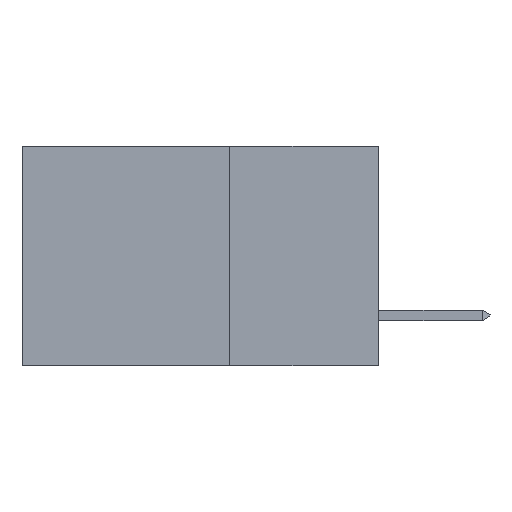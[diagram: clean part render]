
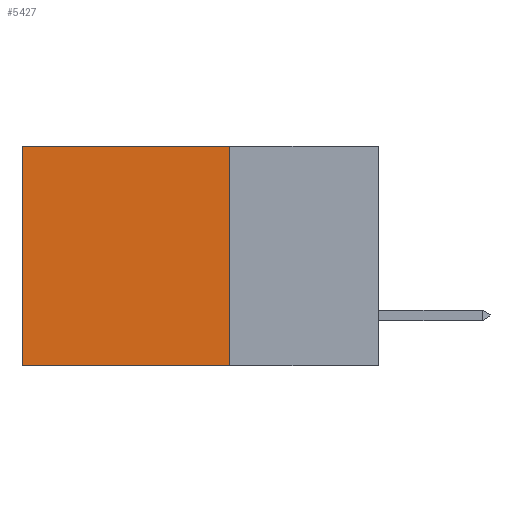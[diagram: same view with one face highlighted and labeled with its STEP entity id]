
A CAD part, left-side view. The second image highlights one B-rep face of the part: STEP entity #5427.
In plain terms, the highlighted planar face has unit normal (-1, 0, 0).
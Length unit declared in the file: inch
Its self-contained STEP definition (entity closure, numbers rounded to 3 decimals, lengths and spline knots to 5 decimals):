
#326 = EDGE_CURVE ( 'NONE', #8945, #9504, #4560, .T. ) ;
#439 = EDGE_CURVE ( 'NONE', #8136, #8945, #6785, .T. ) ;
#697 = VECTOR ( 'NONE', #9131, 39.37008 ) ;
#971 = VERTEX_POINT ( 'NONE', #3152 ) ;
#1698 = DIRECTION ( 'NONE',  ( 0., 1., 0. ) ) ;
#2271 = AXIS2_PLACEMENT_3D ( 'NONE', #4644, #7729, #5513 ) ;
#2613 = ORIENTED_EDGE ( 'NONE', *, *, #5937, .F. ) ;
#3152 = CARTESIAN_POINT ( 'NONE',  ( 0.2615, 0.25, -0.37 ) ) ;
#3332 = LINE ( 'NONE', #7144, #4026 ) ;
#3396 = EDGE_CURVE ( 'NONE', #8136, #971, #3332, .T. ) ;
#3789 = CARTESIAN_POINT ( 'NONE',  ( 0.2615, 0.6, -0.37 ) ) ;
#3813 = PLANE ( 'NONE',  #2271 ) ;
#4026 = VECTOR ( 'NONE', #9655, 39.37008 ) ;
#4560 = LINE ( 'NONE', #3789, #697 ) ;
#4644 = CARTESIAN_POINT ( 'NONE',  ( 0.2615, 0.25, -0.37 ) ) ;
#5027 = VECTOR ( 'NONE', #10052, 39.37008 ) ;
#5427 = ADVANCED_FACE ( 'NONE', ( #10076 ), #3813, .F. ) ;
#5513 = DIRECTION ( 'NONE',  ( 0., 0., -1. ) ) ;
#5783 = EDGE_LOOP ( 'NONE', ( #8687, #2613, #7595, #9947 ) ) ;
#5937 = EDGE_CURVE ( 'NONE', #971, #9504, #6527, .T. ) ;
#6527 = LINE ( 'NONE', #9705, #8994 ) ;
#6785 = LINE ( 'NONE', #8479, #5027 ) ;
#7023 = CARTESIAN_POINT ( 'NONE',  ( 0.2615, 0.25, 0. ) ) ;
#7144 = CARTESIAN_POINT ( 'NONE',  ( 0.2615, 0.25, -0.37 ) ) ;
#7512 = CARTESIAN_POINT ( 'NONE',  ( 0.2615, 0.6, -0.37 ) ) ;
#7595 = ORIENTED_EDGE ( 'NONE', *, *, #3396, .F. ) ;
#7617 = CARTESIAN_POINT ( 'NONE',  ( 0.2615, 0.6, 0. ) ) ;
#7729 = DIRECTION ( 'NONE',  ( 1., 0., 0. ) ) ;
#8136 = VERTEX_POINT ( 'NONE', #7023 ) ;
#8479 = CARTESIAN_POINT ( 'NONE',  ( 0.2615, 0.25, 0. ) ) ;
#8687 = ORIENTED_EDGE ( 'NONE', *, *, #326, .T. ) ;
#8945 = VERTEX_POINT ( 'NONE', #7617 ) ;
#8994 = VECTOR ( 'NONE', #1698, 39.37008 ) ;
#9131 = DIRECTION ( 'NONE',  ( 0., 0., -1. ) ) ;
#9504 = VERTEX_POINT ( 'NONE', #7512 ) ;
#9655 = DIRECTION ( 'NONE',  ( 0., 0., -1. ) ) ;
#9705 = CARTESIAN_POINT ( 'NONE',  ( 0.2615, 0.25, -0.37 ) ) ;
#9947 = ORIENTED_EDGE ( 'NONE', *, *, #439, .T. ) ;
#10052 = DIRECTION ( 'NONE',  ( 0., 1., 0. ) ) ;
#10076 = FACE_OUTER_BOUND ( 'NONE', #5783, .T. ) ;
